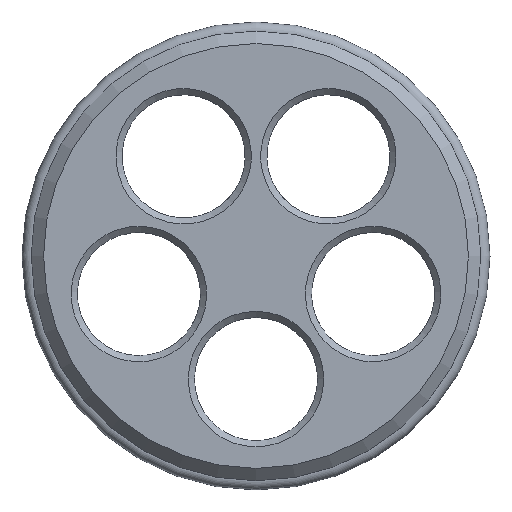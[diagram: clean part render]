
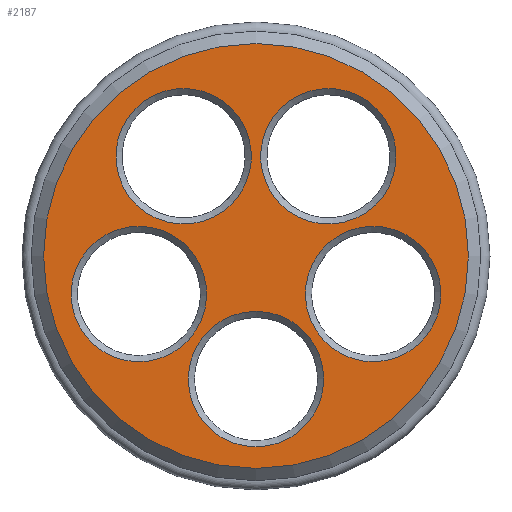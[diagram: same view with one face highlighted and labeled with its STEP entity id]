
A CAD part, top view. The second image highlights one B-rep face of the part: STEP entity #2187.
In plain terms, the highlighted planar face has unit normal (0, 0, 1).
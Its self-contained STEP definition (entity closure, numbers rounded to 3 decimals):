
#425 = CONICAL_SURFACE('',#426,10.,0.785);
#426 = AXIS2_PLACEMENT_3D('',#427,#428,#429);
#427 = CARTESIAN_POINT('',(-11.756,16.18,4.));
#428 = DIRECTION('',(0.,0.,1.));
#429 = DIRECTION('',(-0.809,-0.588,0.)
  );
#441 = VERTEX_POINT('',#442);
#442 = CARTESIAN_POINT('',(-20.655,9.715,5.));
#463 = EDGE_CURVE('',#441,#441,#464,.T.);
#464 = SURFACE_CURVE('',#465,(#470,#477),.PCURVE_S1.);
#465 = CIRCLE('',#466,11.);
#466 = AXIS2_PLACEMENT_3D('',#467,#468,#469);
#467 = CARTESIAN_POINT('',(-11.756,16.18,5.));
#468 = DIRECTION('',(0.,0.,-1.));
#469 = DIRECTION('',(-0.809,-0.588,0.)
  );
#470 = PCURVE('',#425,#471);
#471 = DEFINITIONAL_REPRESENTATION('',(#472),#476);
#472 = LINE('',#473,#474);
#473 = CARTESIAN_POINT('',(-0.,1.));
#474 = VECTOR('',#475,1.);
#475 = DIRECTION('',(-1.,0.));
#476 = ( GEOMETRIC_REPRESENTATION_CONTEXT(2) 
PARAMETRIC_REPRESENTATION_CONTEXT() REPRESENTATION_CONTEXT('2D SPACE',''
  ) );
#477 = PCURVE('',#478,#483);
#478 = PLANE('',#479);
#479 = AXIS2_PLACEMENT_3D('',#480,#481,#482);
#480 = CARTESIAN_POINT('',(0.,0.,5.));
#481 = DIRECTION('',(0.,0.,-1.));
#482 = DIRECTION('',(1.,0.,0.));
#483 = DEFINITIONAL_REPRESENTATION('',(#484),#488);
#484 = CIRCLE('',#485,11.);
#485 = AXIS2_PLACEMENT_2D('',#486,#487);
#486 = CARTESIAN_POINT('',(-11.756,-16.18));
#487 = DIRECTION('',(-0.809,0.588));
#488 = ( GEOMETRIC_REPRESENTATION_CONTEXT(2) 
PARAMETRIC_REPRESENTATION_CONTEXT() REPRESENTATION_CONTEXT('2D SPACE',''
  ) );
#2187 = ADVANCED_FACE('',(#2188,#2219,#2250,#2281,#2312,#2343),#478,.F.
  );
#2188 = FACE_BOUND('',#2189,.T.);
#2189 = EDGE_LOOP('',(#2190));
#2190 = ORIENTED_EDGE('',*,*,#2191,.T.);
#2191 = EDGE_CURVE('',#2192,#2192,#2194,.T.);
#2192 = VERTEX_POINT('',#2193);
#2193 = CARTESIAN_POINT('',(2.857,22.646,5.));
#2194 = SURFACE_CURVE('',#2195,(#2200,#2207),.PCURVE_S1.);
#2195 = CIRCLE('',#2196,11.);
#2196 = AXIS2_PLACEMENT_3D('',#2197,#2198,#2199);
#2197 = CARTESIAN_POINT('',(11.756,16.18,5.));
#2198 = DIRECTION('',(0.,0.,-1.));
#2199 = DIRECTION('',(-0.809,0.588,0.
    ));
#2200 = PCURVE('',#478,#2201);
#2201 = DEFINITIONAL_REPRESENTATION('',(#2202),#2206);
#2202 = CIRCLE('',#2203,11.);
#2203 = AXIS2_PLACEMENT_2D('',#2204,#2205);
#2204 = CARTESIAN_POINT('',(11.756,-16.18));
#2205 = DIRECTION('',(-0.809,-0.588));
#2206 = ( GEOMETRIC_REPRESENTATION_CONTEXT(2) 
PARAMETRIC_REPRESENTATION_CONTEXT() REPRESENTATION_CONTEXT('2D SPACE',''
  ) );
#2207 = PCURVE('',#2208,#2213);
#2208 = CONICAL_SURFACE('',#2209,10.,0.785);
#2209 = AXIS2_PLACEMENT_3D('',#2210,#2211,#2212);
#2210 = CARTESIAN_POINT('',(11.756,16.18,4.));
#2211 = DIRECTION('',(0.,0.,1.));
#2212 = DIRECTION('',(-0.809,0.588,0.
    ));
#2213 = DEFINITIONAL_REPRESENTATION('',(#2214),#2218);
#2214 = LINE('',#2215,#2216);
#2215 = CARTESIAN_POINT('',(-0.,1.));
#2216 = VECTOR('',#2217,1.);
#2217 = DIRECTION('',(-1.,0.));
#2218 = ( GEOMETRIC_REPRESENTATION_CONTEXT(2) 
PARAMETRIC_REPRESENTATION_CONTEXT() REPRESENTATION_CONTEXT('2D SPACE',''
  ) );
#2219 = FACE_BOUND('',#2220,.T.);
#2220 = EDGE_LOOP('',(#2221));
#2221 = ORIENTED_EDGE('',*,*,#2222,.F.);
#2222 = EDGE_CURVE('',#2223,#2223,#2225,.T.);
#2223 = VERTEX_POINT('',#2224);
#2224 = CARTESIAN_POINT('',(34.5,0.,5.));
#2225 = SURFACE_CURVE('',#2226,(#2231,#2238),.PCURVE_S1.);
#2226 = CIRCLE('',#2227,34.5);
#2227 = AXIS2_PLACEMENT_3D('',#2228,#2229,#2230);
#2228 = CARTESIAN_POINT('',(0.,0.,5.));
#2229 = DIRECTION('',(0.,0.,-1.));
#2230 = DIRECTION('',(1.,0.,0.));
#2231 = PCURVE('',#478,#2232);
#2232 = DEFINITIONAL_REPRESENTATION('',(#2233),#2237);
#2233 = CIRCLE('',#2234,34.5);
#2234 = AXIS2_PLACEMENT_2D('',#2235,#2236);
#2235 = CARTESIAN_POINT('',(-0.,0.));
#2236 = DIRECTION('',(1.,0.));
#2237 = ( GEOMETRIC_REPRESENTATION_CONTEXT(2) 
PARAMETRIC_REPRESENTATION_CONTEXT() REPRESENTATION_CONTEXT('2D SPACE',''
  ) );
#2238 = PCURVE('',#2239,#2244);
#2239 = CONICAL_SURFACE('',#2240,34.5,0.785);
#2240 = AXIS2_PLACEMENT_3D('',#2241,#2242,#2243);
#2241 = CARTESIAN_POINT('',(0.,0.,5.));
#2242 = DIRECTION('',(0.,0.,-1.));
#2243 = DIRECTION('',(1.,0.,0.));
#2244 = DEFINITIONAL_REPRESENTATION('',(#2245),#2249);
#2245 = LINE('',#2246,#2247);
#2246 = CARTESIAN_POINT('',(0.,0.));
#2247 = VECTOR('',#2248,1.);
#2248 = DIRECTION('',(1.,0.));
#2249 = ( GEOMETRIC_REPRESENTATION_CONTEXT(2) 
PARAMETRIC_REPRESENTATION_CONTEXT() REPRESENTATION_CONTEXT('2D SPACE',''
  ) );
#2250 = FACE_BOUND('',#2251,.T.);
#2251 = EDGE_LOOP('',(#2252));
#2252 = ORIENTED_EDGE('',*,*,#2253,.T.);
#2253 = EDGE_CURVE('',#2254,#2254,#2256,.T.);
#2254 = VERTEX_POINT('',#2255);
#2255 = CARTESIAN_POINT('',(22.42,4.281,5.));
#2256 = SURFACE_CURVE('',#2257,(#2262,#2269),.PCURVE_S1.);
#2257 = CIRCLE('',#2258,11.);
#2258 = AXIS2_PLACEMENT_3D('',#2259,#2260,#2261);
#2259 = CARTESIAN_POINT('',(19.021,-6.18,5.));
#2260 = DIRECTION('',(0.,0.,-1.));
#2261 = DIRECTION('',(0.309,0.951,0.)
  );
#2262 = PCURVE('',#478,#2263);
#2263 = DEFINITIONAL_REPRESENTATION('',(#2264),#2268);
#2264 = CIRCLE('',#2265,11.);
#2265 = AXIS2_PLACEMENT_2D('',#2266,#2267);
#2266 = CARTESIAN_POINT('',(19.021,6.18));
#2267 = DIRECTION('',(0.309,-0.951));
#2268 = ( GEOMETRIC_REPRESENTATION_CONTEXT(2) 
PARAMETRIC_REPRESENTATION_CONTEXT() REPRESENTATION_CONTEXT('2D SPACE',''
  ) );
#2269 = PCURVE('',#2270,#2275);
#2270 = CONICAL_SURFACE('',#2271,10.,0.785);
#2271 = AXIS2_PLACEMENT_3D('',#2272,#2273,#2274);
#2272 = CARTESIAN_POINT('',(19.021,-6.18,4.));
#2273 = DIRECTION('',(0.,0.,1.));
#2274 = DIRECTION('',(0.309,0.951,0.)
  );
#2275 = DEFINITIONAL_REPRESENTATION('',(#2276),#2280);
#2276 = LINE('',#2277,#2278);
#2277 = CARTESIAN_POINT('',(-0.,1.));
#2278 = VECTOR('',#2279,1.);
#2279 = DIRECTION('',(-1.,0.));
#2280 = ( GEOMETRIC_REPRESENTATION_CONTEXT(2) 
PARAMETRIC_REPRESENTATION_CONTEXT() REPRESENTATION_CONTEXT('2D SPACE',''
  ) );
#2281 = FACE_BOUND('',#2282,.T.);
#2282 = EDGE_LOOP('',(#2283));
#2283 = ORIENTED_EDGE('',*,*,#2284,.T.);
#2284 = EDGE_CURVE('',#2285,#2285,#2287,.T.);
#2285 = VERTEX_POINT('',#2286);
#2286 = CARTESIAN_POINT('',(11.,-20.,5.));
#2287 = SURFACE_CURVE('',#2288,(#2293,#2300),.PCURVE_S1.);
#2288 = CIRCLE('',#2289,11.);
#2289 = AXIS2_PLACEMENT_3D('',#2290,#2291,#2292);
#2290 = CARTESIAN_POINT('',(0.,-20.,5.));
#2291 = DIRECTION('',(0.,0.,-1.));
#2292 = DIRECTION('',(1.,0.,0.));
#2293 = PCURVE('',#478,#2294);
#2294 = DEFINITIONAL_REPRESENTATION('',(#2295),#2299);
#2295 = CIRCLE('',#2296,11.);
#2296 = AXIS2_PLACEMENT_2D('',#2297,#2298);
#2297 = CARTESIAN_POINT('',(0.,20.));
#2298 = DIRECTION('',(1.,-0.));
#2299 = ( GEOMETRIC_REPRESENTATION_CONTEXT(2) 
PARAMETRIC_REPRESENTATION_CONTEXT() REPRESENTATION_CONTEXT('2D SPACE',''
  ) );
#2300 = PCURVE('',#2301,#2306);
#2301 = CONICAL_SURFACE('',#2302,10.,0.785);
#2302 = AXIS2_PLACEMENT_3D('',#2303,#2304,#2305);
#2303 = CARTESIAN_POINT('',(0.,-20.,4.));
#2304 = DIRECTION('',(0.,0.,1.));
#2305 = DIRECTION('',(1.,0.,0.));
#2306 = DEFINITIONAL_REPRESENTATION('',(#2307),#2311);
#2307 = LINE('',#2308,#2309);
#2308 = CARTESIAN_POINT('',(-0.,1.));
#2309 = VECTOR('',#2310,1.);
#2310 = DIRECTION('',(-1.,0.));
#2311 = ( GEOMETRIC_REPRESENTATION_CONTEXT(2) 
PARAMETRIC_REPRESENTATION_CONTEXT() REPRESENTATION_CONTEXT('2D SPACE',''
  ) );
#2312 = FACE_BOUND('',#2313,.T.);
#2313 = EDGE_LOOP('',(#2314));
#2314 = ORIENTED_EDGE('',*,*,#2315,.T.);
#2315 = EDGE_CURVE('',#2316,#2316,#2318,.T.);
#2316 = VERTEX_POINT('',#2317);
#2317 = CARTESIAN_POINT('',(-15.622,-16.642,5.));
#2318 = SURFACE_CURVE('',#2319,(#2324,#2331),.PCURVE_S1.);
#2319 = CIRCLE('',#2320,11.);
#2320 = AXIS2_PLACEMENT_3D('',#2321,#2322,#2323);
#2321 = CARTESIAN_POINT('',(-19.021,-6.18,5.));
#2322 = DIRECTION('',(0.,0.,-1.));
#2323 = DIRECTION('',(0.309,-0.951,0.)
  );
#2324 = PCURVE('',#478,#2325);
#2325 = DEFINITIONAL_REPRESENTATION('',(#2326),#2330);
#2326 = CIRCLE('',#2327,11.);
#2327 = AXIS2_PLACEMENT_2D('',#2328,#2329);
#2328 = CARTESIAN_POINT('',(-19.021,6.18));
#2329 = DIRECTION('',(0.309,0.951));
#2330 = ( GEOMETRIC_REPRESENTATION_CONTEXT(2) 
PARAMETRIC_REPRESENTATION_CONTEXT() REPRESENTATION_CONTEXT('2D SPACE',''
  ) );
#2331 = PCURVE('',#2332,#2337);
#2332 = CONICAL_SURFACE('',#2333,10.,0.785);
#2333 = AXIS2_PLACEMENT_3D('',#2334,#2335,#2336);
#2334 = CARTESIAN_POINT('',(-19.021,-6.18,4.));
#2335 = DIRECTION('',(0.,0.,1.));
#2336 = DIRECTION('',(0.309,-0.951,0.)
  );
#2337 = DEFINITIONAL_REPRESENTATION('',(#2338),#2342);
#2338 = LINE('',#2339,#2340);
#2339 = CARTESIAN_POINT('',(-0.,1.));
#2340 = VECTOR('',#2341,1.);
#2341 = DIRECTION('',(-1.,0.));
#2342 = ( GEOMETRIC_REPRESENTATION_CONTEXT(2) 
PARAMETRIC_REPRESENTATION_CONTEXT() REPRESENTATION_CONTEXT('2D SPACE',''
  ) );
#2343 = FACE_BOUND('',#2344,.T.);
#2344 = EDGE_LOOP('',(#2345));
#2345 = ORIENTED_EDGE('',*,*,#463,.T.);
